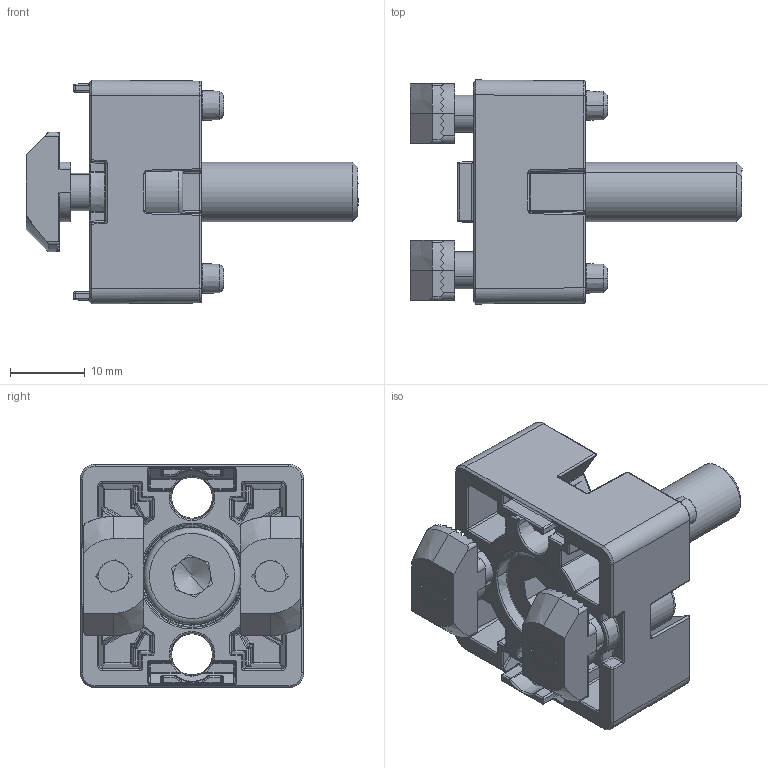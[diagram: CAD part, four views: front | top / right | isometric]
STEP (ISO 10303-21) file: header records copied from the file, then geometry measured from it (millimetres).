
FILE_DESCRIPTION (( 'STEP AP214' ), '1' );
FILE_NAME ('099EA30300808AS01.STEP', '2016-02-10T14:15:16', ( '' ), ( '' ), 'SwSTEP 2.0', 'SolidWorks 2016', '' );
FILE_SCHEMA (( 'AUTOMOTIVE_DESIGN' ));
Length unit declared in the file: millimetre
Products named in the file (5): 096h08515_096 h08 5 15; cap screw ISO 4762 M5x16 - 8.8_ISO 4762 M5 ; Cap screw DIN 7984 - M8x30_DIN 7984 - M8 ; 099EA30300808R_099EA30300808A; 099EA30300808AS01
Assembly tree (6 placements, depth 2):
  099EA30300808AS01
    099EA30300808R_099EA30300808A
    Cap screw DIN 7984 - M8x30_DIN 7984 - M8 
    cap screw ISO 4762 M5x16 - 8.8_ISO 4762 M5   x2
    096h08515_096 h08 5 15  x2
Bounding box: 44.5 x 29.99 x 29.99 mm (x, y, z)
Volume: 11709.5 mm3; surface area: 9271.7 mm2
Topology: 6 solids, 6 shells, 1138 faces, 2780 edges, 1531 vertices
Faces by surface type: cylinder 404, plane 282, bspline 214, sphere 108, torus 80, cone 50
Entity records: 32614 total; most frequent: CARTESIAN_POINT 11057, ORIENTED_EDGE 4720, DIRECTION 4278, EDGE_CURVE 2360, AXIS2_PLACEMENT_3D 1687, VERTEX_POINT 1346, EDGE_LOOP 1052, FACE_OUTER_BOUND 1031
